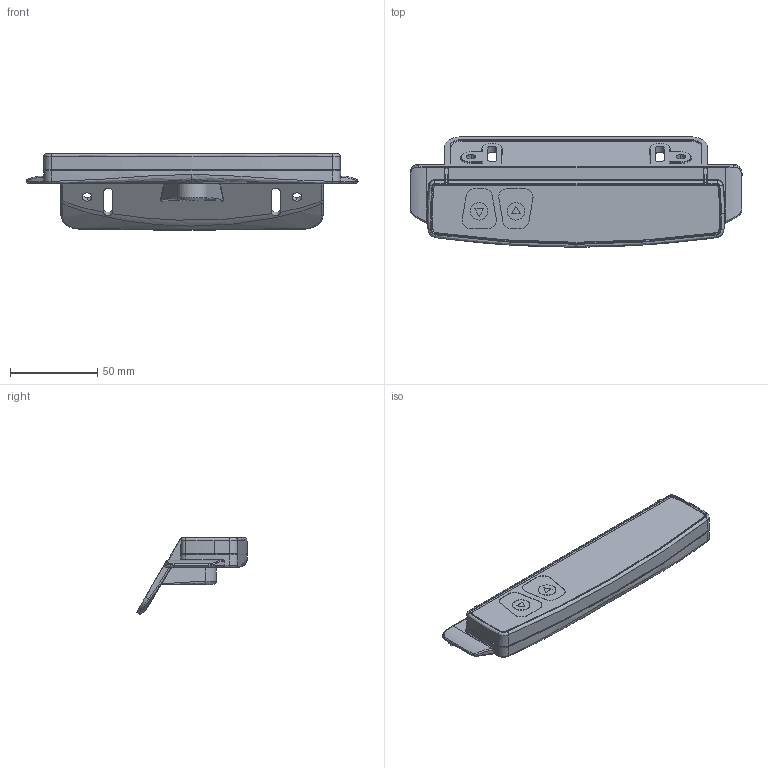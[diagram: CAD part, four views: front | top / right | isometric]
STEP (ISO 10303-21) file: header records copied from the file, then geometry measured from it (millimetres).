
FILE_DESCRIPTION (( 'STEP AP214' ), '1' );
FILE_NAME ('6940077', '2019-02-01T13:40:49', ( '' ), ('JUGARD+KÜNSTNER GmbH'), 'SwSTEP 2.0', 'SolidWorks 2017', '' );
FILE_SCHEMA (( 'AUTOMOTIVE_DESIGN' ));
Length unit declared in the file: millimetre
Products named in the file (1): 6940077_CNAJF00
Bounding box: 190 x 63.21 x 43.79 mm (x, y, z)
Volume: 123273.4 mm3; surface area: 34434.8 mm2
Topology: 1 solids, 1 shells, 430 faces, 1074 edges, 642 vertices
Faces by surface type: cylinder 159, bspline 129, plane 128, cone 8, torus 6
Entity records: 17714 total; most frequent: CARTESIAN_POINT 8202, ORIENTED_EDGE 2120, DIRECTION 1820, EDGE_CURVE 1060, AXIS2_PLACEMENT_3D 692, VERTEX_POINT 642, EDGE_LOOP 448, LINE 436
